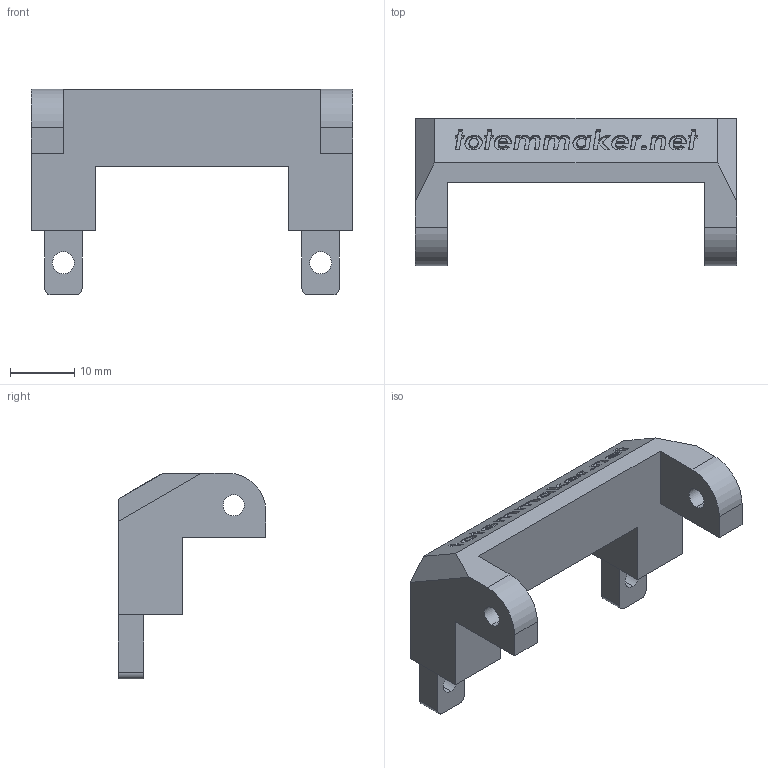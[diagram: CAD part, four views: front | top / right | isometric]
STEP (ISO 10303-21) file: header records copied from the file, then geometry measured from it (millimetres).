
FILE_DESCRIPTION (( 'STEP AP214' ), '1' );
FILE_NAME ('Flipper part 1 (3D).STEP', '2021-06-04T10:54:08', ( '' ), ( '' ), 'SwSTEP 2.0', 'SolidWorks 2016', '' );
FILE_SCHEMA (( 'AUTOMOTIVE_DESIGN' ));
Length unit declared in the file: millimetre
Products named in the file (2): Flipper part 1 (3D)
Bounding box: 50 x 23 x 32 mm (x, y, z)
Volume: 8681.2 mm3; surface area: 4394.3 mm2
Topology: 1 solids, 1 shells, 361 faces, 978 edges, 652 vertices
Faces by surface type: plane 211, bspline 136, cylinder 14
Entity records: 17893 total; most frequent: CARTESIAN_POINT 9633, ORIENTED_EDGE 1956, DIRECTION 1188, EDGE_CURVE 978, LINE 678, VECTOR 678, VERTEX_POINT 652, EDGE_LOOP 402
